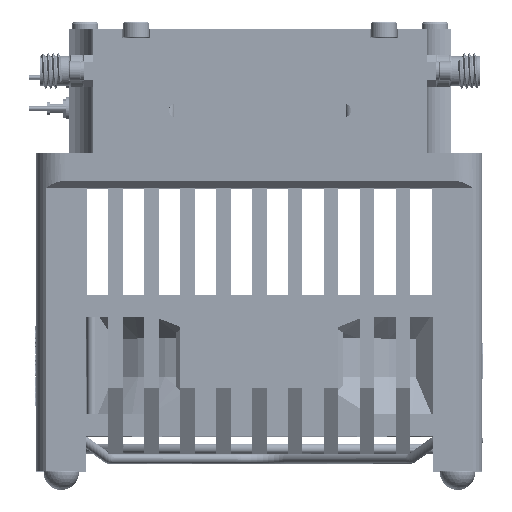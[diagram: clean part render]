
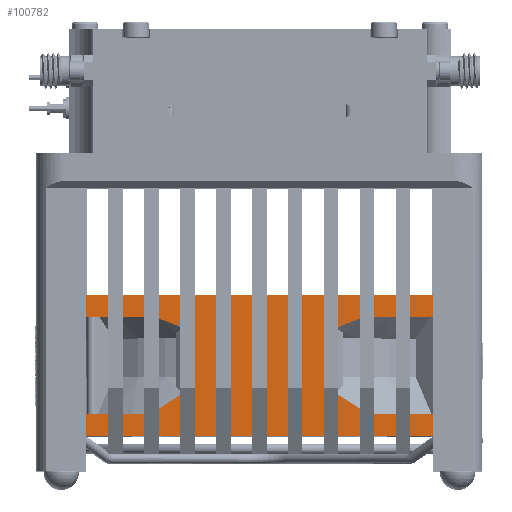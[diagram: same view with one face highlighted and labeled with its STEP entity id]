
A CAD part, top view. The second image highlights one B-rep face of the part: STEP entity #100782.
In plain terms, the highlighted planar face has unit normal (0, 0, 1).
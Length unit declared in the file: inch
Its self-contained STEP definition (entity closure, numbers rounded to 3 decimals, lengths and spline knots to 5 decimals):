
#3614 = ORIENTED_EDGE ( 'NONE', *, *, #100873, .T. ) ;
#3808 = CARTESIAN_POINT ( 'NONE',  ( 0.53553, -2.23437, 1.59044 ) ) ;
#3933 = EDGE_CURVE ( 'NONE', #107419, #139835, #81900, .T. ) ;
#5089 = ORIENTED_EDGE ( 'NONE', *, *, #30173, .F. ) ;
#7768 = CARTESIAN_POINT ( 'NONE',  ( -0.74421, -1.69498, 1.59043 ) ) ;
#8136 = CARTESIAN_POINT ( 'NONE',  ( 1.45285, -2.38002, 1.59044 ) ) ;
#9606 = EDGE_CURVE ( 'NONE', #100478, #117310, #59735, .T. ) ;
#10362 = LINE ( 'NONE', #113238, #32229 ) ;
#10652 = VECTOR ( 'NONE', #145985, 39.37008 ) ;
#15337 = VERTEX_POINT ( 'NONE', #26553 ) ;
#17722 = VECTOR ( 'NONE', #35340, 39.37008 ) ;
#17771 = CARTESIAN_POINT ( 'NONE',  ( -0.67572, -1.72556, 1.59043 ) ) ;
#17807 = CARTESIAN_POINT ( 'NONE',  ( -0.54321, -1.77427, 1.59044 ) ) ;
#18779 = ORIENTED_EDGE ( 'NONE', *, *, #21280, .F. ) ;
#21280 = EDGE_CURVE ( 'NONE', #104701, #43464, #23917, .T. ) ;
#22402 = DIRECTION ( 'NONE',  ( 0., -1., 0. ) ) ;
#23576 = CARTESIAN_POINT ( 'NONE',  ( 0.76388, -2.38002, 1.59044 ) ) ;
#23917 = LINE ( 'NONE', #45457, #31246 ) ;
#25068 = EDGE_LOOP ( 'NONE', ( #18779, #37063, #32304, #29930, #51460, #85907, #39902, #124378, #46353, #3614, #95565, #5089, #134611, #25713, #49961, #96984 ) ) ;
#25455 = VECTOR ( 'NONE', #98833, 39.37008 ) ;
#25713 = ORIENTED_EDGE ( 'NONE', *, *, #135581, .F. ) ;
#26553 = CARTESIAN_POINT ( 'NONE',  ( -1.46053, -2.5375, 1.59043 ) ) ;
#27941 = LINE ( 'NONE', #98503, #10652 ) ;
#28270 = LINE ( 'NONE', #98087, #25455 ) ;
#28465 = EDGE_CURVE ( 'NONE', #149777, #133830, #125373, .T. ) ;
#29437 = CARTESIAN_POINT ( 'NONE',  ( -0.77156, -2.38002, 1.59043 ) ) ;
#29930 = ORIENTED_EDGE ( 'NONE', *, *, #30151, .F. ) ;
#30151 = EDGE_CURVE ( 'NONE', #117310, #92282, #10362, .T. ) ;
#30173 = EDGE_CURVE ( 'NONE', #15337, #133830, #142992, .T. ) ;
#31235 = LINE ( 'NONE', #78066, #59376 ) ;
#31246 = VECTOR ( 'NONE', #22402, 39.37008 ) ;
#31579 = EDGE_CURVE ( 'NONE', #104701, #42003, #36690, .T. ) ;
#31778 = CARTESIAN_POINT ( 'NONE',  ( -0.77156, -2.38002, 1.59043 ) ) ;
#32229 = VECTOR ( 'NONE', #54942, 39.37008 ) ;
#32304 = ORIENTED_EDGE ( 'NONE', *, *, #151110, .T. ) ;
#33582 = CARTESIAN_POINT ( 'NONE',  ( -1.46053, -1.69498, 1.59043 ) ) ;
#35340 = DIRECTION ( 'NONE',  ( 0., 1., 0. ) ) ;
#36690 = B_SPLINE_CURVE_WITH_KNOTS ( 'NONE', 3,
 ( #119891, #40082, #73843, #74598 ),
 .UNSPECIFIED., .F., .F.,
 ( 4, 4 ),
 ( 0., 1. ),
 .UNSPECIFIED. ) ;
#37063 = ORIENTED_EDGE ( 'NONE', *, *, #31579, .T. ) ;
#37992 = VECTOR ( 'NONE', #48108, 39.37008 ) ;
#39902 = ORIENTED_EDGE ( 'NONE', *, *, #3933, .T. ) ;
#40082 = CARTESIAN_POINT ( 'NONE',  ( 0.60104, -1.75199, 1.59044 ) ) ;
#42003 = VERTEX_POINT ( 'NONE', #115430 ) ;
#43464 = VERTEX_POINT ( 'NONE', #142779 ) ;
#45457 = CARTESIAN_POINT ( 'NONE',  ( 0.53553, -1.77427, 1.59044 ) ) ;
#46353 = ORIENTED_EDGE ( 'NONE', *, *, #90901, .F. ) ;
#46683 = EDGE_CURVE ( 'NONE', #107419, #100478, #31235, .T. ) ;
#48108 = DIRECTION ( 'NONE',  ( 1., 0., 0. ) ) ;
#49961 = ORIENTED_EDGE ( 'NONE', *, *, #136228, .T. ) ;
#50622 = CARTESIAN_POINT ( 'NONE',  ( 0.76388, -2.38002, 1.59044 ) ) ;
#51460 = ORIENTED_EDGE ( 'NONE', *, *, #9606, .F. ) ;
#51564 = CARTESIAN_POINT ( 'NONE',  ( 1.45285, -1.5375, 1.59044 ) ) ;
#52364 = AXIS2_PLACEMENT_3D ( 'NONE', #63258, #74732, #128672 ) ;
#54942 = DIRECTION ( 'NONE',  ( 0., -1., 0. ) ) ;
#58799 = VERTEX_POINT ( 'NONE', #8136 ) ;
#59376 = VECTOR ( 'NONE', #124839, 39.37008 ) ;
#59686 = VERTEX_POINT ( 'NONE', #94258 ) ;
#59735 = LINE ( 'NONE', #94996, #132015 ) ;
#59822 = DIRECTION ( 'NONE',  ( 1., 0., 0. ) ) ;
#63258 = CARTESIAN_POINT ( 'NONE',  ( -5.20626, -2.5375, 1.59042 ) ) ;
#66845 = VECTOR ( 'NONE', #111613, 39.37008 ) ;
#69651 = FACE_OUTER_BOUND ( 'NONE', #25068, .T. ) ;
#73617 = CARTESIAN_POINT ( 'NONE',  ( -0.77156, -2.38002, 1.59043 ) ) ;
#73843 = CARTESIAN_POINT ( 'NONE',  ( 0.66804, -1.72556, 1.59044 ) ) ;
#74598 = CARTESIAN_POINT ( 'NONE',  ( 0.73653, -1.69498, 1.59044 ) ) ;
#74732 = DIRECTION ( 'NONE',  ( 0., 0., -1. ) ) ;
#77013 = CARTESIAN_POINT ( 'NONE',  ( -0.54321, -2.23437, 1.59044 ) ) ;
#77831 = DIRECTION ( 'NONE',  ( -1., 0., 0. ) ) ;
#78066 = CARTESIAN_POINT ( 'NONE',  ( -1.46053, -1.69498, 1.59043 ) ) ;
#81900 = LINE ( 'NONE', #33582, #37992 ) ;
#81918 = PLANE ( 'NONE',  #52364 ) ;
#83593 = CARTESIAN_POINT ( 'NONE',  ( -1.46053, -2.5375, 1.59043 ) ) ;
#84252 = DIRECTION ( 'NONE',  ( 1., 0., 0. ) ) ;
#85907 = ORIENTED_EDGE ( 'NONE', *, *, #46683, .F. ) ;
#87003 = CARTESIAN_POINT ( 'NONE',  ( -0.61738, -2.27444, 1.59043 ) ) ;
#90349 = B_SPLINE_CURVE_WITH_KNOTS ( 'NONE', 3,
 ( #7768, #17771, #99852, #124399 ),
 .UNSPECIFIED., .F., .F.,
 ( 4, 4 ),
 ( 0., 1. ),
 .UNSPECIFIED. ) ;
#90901 = EDGE_CURVE ( 'NONE', #59686, #150371, #151098, .T. ) ;
#92282 = VERTEX_POINT ( 'NONE', #119511 ) ;
#93245 = DIRECTION ( 'NONE',  ( 0., 1., 0. ) ) ;
#94258 = CARTESIAN_POINT ( 'NONE',  ( -0.54321, -2.23437, 1.59044 ) ) ;
#94336 = LINE ( 'NONE', #83593, #102363 ) ;
#94742 = CARTESIAN_POINT ( 'NONE',  ( -1.46053, -2.5375, 1.59043 ) ) ;
#94996 = CARTESIAN_POINT ( 'NONE',  ( -1.46053, -1.5375, 1.59043 ) ) ;
#95565 = ORIENTED_EDGE ( 'NONE', *, *, #28465, .T. ) ;
#96984 = ORIENTED_EDGE ( 'NONE', *, *, #124341, .T. ) ;
#98087 = CARTESIAN_POINT ( 'NONE',  ( 1.45285, -2.38002, 1.59044 ) ) ;
#98426 = CARTESIAN_POINT ( 'NONE',  ( -1.46053, -1.69498, 1.59043 ) ) ;
#98503 = CARTESIAN_POINT ( 'NONE',  ( 1.45285, -2.38002, 1.59044 ) ) ;
#98833 = DIRECTION ( 'NONE',  ( -1., 0., 0. ) ) ;
#99852 = CARTESIAN_POINT ( 'NONE',  ( -0.60872, -1.75199, 1.59043 ) ) ;
#100478 = VERTEX_POINT ( 'NONE', #129825 ) ;
#100782 = ADVANCED_FACE ( 'NONE', ( #69651 ), #81918, .F. ) ;
#100869 = CARTESIAN_POINT ( 'NONE',  ( 0.73653, -1.69498, 1.59044 ) ) ;
#100873 = EDGE_CURVE ( 'NONE', #59686, #149777, #101034, .T. ) ;
#101034 = B_SPLINE_CURVE_WITH_KNOTS ( 'NONE', 3,
 ( #77013, #87003, #123030, #29437 ),
 .UNSPECIFIED., .F., .F.,
 ( 4, 4 ),
 ( 0., 1. ),
 .UNSPECIFIED. ) ;
#102363 = VECTOR ( 'NONE', #59822, 39.37008 ) ;
#103607 = CARTESIAN_POINT ( 'NONE',  ( -0.54321, -2.23437, 1.59044 ) ) ;
#104701 = VERTEX_POINT ( 'NONE', #150547 ) ;
#106088 = CARTESIAN_POINT ( 'NONE',  ( -0.74421, -1.69498, 1.59043 ) ) ;
#107419 = VERTEX_POINT ( 'NONE', #98426 ) ;
#108934 = CARTESIAN_POINT ( 'NONE',  ( 0.68581, -2.32299, 1.59044 ) ) ;
#110565 = VERTEX_POINT ( 'NONE', #23576 ) ;
#111224 = CARTESIAN_POINT ( 'NONE',  ( 1.45285, -2.5375, 1.59044 ) ) ;
#111613 = DIRECTION ( 'NONE',  ( 1., 0., 0. ) ) ;
#111941 = CARTESIAN_POINT ( 'NONE',  ( 0.6097, -2.27444, 1.59044 ) ) ;
#113238 = CARTESIAN_POINT ( 'NONE',  ( 1.45285, -1.5375, 1.59044 ) ) ;
#115430 = CARTESIAN_POINT ( 'NONE',  ( 0.73653, -1.69498, 1.59044 ) ) ;
#117310 = VERTEX_POINT ( 'NONE', #51564 ) ;
#119511 = CARTESIAN_POINT ( 'NONE',  ( 1.45285, -1.69498, 1.59044 ) ) ;
#119891 = CARTESIAN_POINT ( 'NONE',  ( 0.53553, -1.77427, 1.59044 ) ) ;
#121347 = EDGE_CURVE ( 'NONE', #15337, #124936, #94336, .T. ) ;
#123030 = CARTESIAN_POINT ( 'NONE',  ( -0.69349, -2.32299, 1.59043 ) ) ;
#124341 = EDGE_CURVE ( 'NONE', #110565, #43464, #145760, .T. ) ;
#124378 = ORIENTED_EDGE ( 'NONE', *, *, #148236, .T. ) ;
#124399 = CARTESIAN_POINT ( 'NONE',  ( -0.54321, -1.77427, 1.59044 ) ) ;
#124839 = DIRECTION ( 'NONE',  ( 0., 1., 0. ) ) ;
#124936 = VERTEX_POINT ( 'NONE', #111224 ) ;
#125373 = LINE ( 'NONE', #31778, #144512 ) ;
#128672 = DIRECTION ( 'NONE',  ( 0., -1., 0. ) ) ;
#129825 = CARTESIAN_POINT ( 'NONE',  ( -1.46053, -1.5375, 1.59043 ) ) ;
#132015 = VECTOR ( 'NONE', #84252, 39.37008 ) ;
#133830 = VERTEX_POINT ( 'NONE', #138085 ) ;
#133858 = LINE ( 'NONE', #100869, #66845 ) ;
#134611 = ORIENTED_EDGE ( 'NONE', *, *, #121347, .T. ) ;
#135136 = VECTOR ( 'NONE', #93245, 39.37008 ) ;
#135581 = EDGE_CURVE ( 'NONE', #58799, #124936, #27941, .T. ) ;
#136228 = EDGE_CURVE ( 'NONE', #58799, #110565, #28270, .T. ) ;
#138085 = CARTESIAN_POINT ( 'NONE',  ( -1.46053, -2.38002, 1.59043 ) ) ;
#139835 = VERTEX_POINT ( 'NONE', #106088 ) ;
#142779 = CARTESIAN_POINT ( 'NONE',  ( 0.53553, -2.23437, 1.59044 ) ) ;
#142992 = LINE ( 'NONE', #94742, #135136 ) ;
#144512 = VECTOR ( 'NONE', #77831, 39.37008 ) ;
#145760 = B_SPLINE_CURVE_WITH_KNOTS ( 'NONE', 3,
 ( #50622, #108934, #111941, #3808 ),
 .UNSPECIFIED., .F., .F.,
 ( 4, 4 ),
 ( 0., 1. ),
 .UNSPECIFIED. ) ;
#145985 = DIRECTION ( 'NONE',  ( 0., -1., 0. ) ) ;
#148236 = EDGE_CURVE ( 'NONE', #139835, #150371, #90349, .T. ) ;
#149777 = VERTEX_POINT ( 'NONE', #73617 ) ;
#150371 = VERTEX_POINT ( 'NONE', #17807 ) ;
#150547 = CARTESIAN_POINT ( 'NONE',  ( 0.53553, -1.77427, 1.59044 ) ) ;
#151098 = LINE ( 'NONE', #103607, #17722 ) ;
#151110 = EDGE_CURVE ( 'NONE', #42003, #92282, #133858, .T. ) ;
